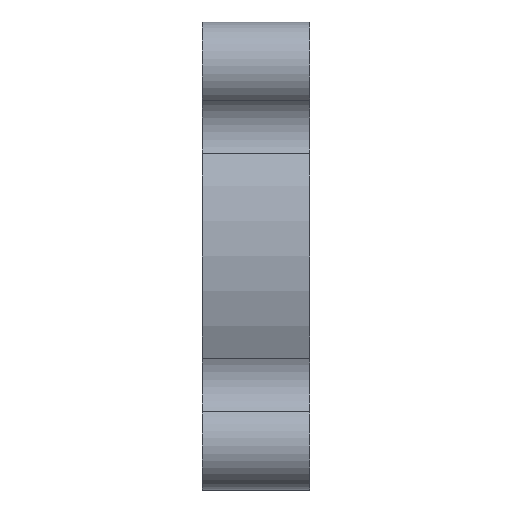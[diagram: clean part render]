
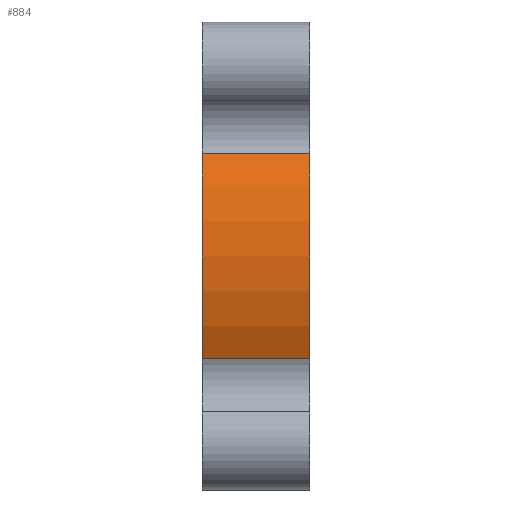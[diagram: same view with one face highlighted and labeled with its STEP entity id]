
A CAD part, left-side view. The second image highlights one B-rep face of the part: STEP entity #884.
In plain terms, the highlighted cylindrical face has radius 16.51 mm (diameter 33.02 mm), a partial arc.
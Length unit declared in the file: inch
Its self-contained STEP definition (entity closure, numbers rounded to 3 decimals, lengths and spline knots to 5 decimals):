
#111 = AXIS2_PLACEMENT_3D ( 'NONE', #250, #1040, #374 ) ;
#149 = CARTESIAN_POINT ( 'NONE',  ( -0.58311, 0.3, -0.28721 ) ) ;
#250 = CARTESIAN_POINT ( 'NONE',  ( 0., 0., 0. ) ) ;
#285 = EDGE_CURVE ( 'NONE', #934, #485, #786, .T. ) ;
#291 = DIRECTION ( 'NONE',  ( 0., 1., 0. ) ) ;
#292 = CIRCLE ( 'NONE', #1468, 0.65 ) ;
#317 = EDGE_CURVE ( 'NONE', #1532, #935, #1465, .T. ) ;
#325 = EDGE_LOOP ( 'NONE', ( #980, #1501, #722, #636 ) ) ;
#365 = VECTOR ( 'NONE', #291, 39.37008 ) ;
#374 = DIRECTION ( 'NONE',  ( 0., 0., 1. ) ) ;
#416 = DIRECTION ( 'NONE',  ( 0., 0., -1. ) ) ;
#429 = CARTESIAN_POINT ( 'NONE',  ( -0.58311, 0., -0.28721 ) ) ;
#479 = DIRECTION ( 'NONE',  ( 0., -1., 0. ) ) ;
#485 = VERTEX_POINT ( 'NONE', #429 ) ;
#550 = FACE_OUTER_BOUND ( 'NONE', #325, .T. ) ;
#589 = DIRECTION ( 'NONE',  ( 0., 1., 0. ) ) ;
#606 = CARTESIAN_POINT ( 'NONE',  ( -0.58311, 0.3, 0.28721 ) ) ;
#624 = CIRCLE ( 'NONE', #111, 0.65 ) ;
#636 = ORIENTED_EDGE ( 'NONE', *, *, #285, .T. ) ;
#722 = ORIENTED_EDGE ( 'NONE', *, *, #1584, .F. ) ;
#786 = LINE ( 'NONE', #149, #1005 ) ;
#884 = ADVANCED_FACE ( 'NONE', ( #550 ), #1561, .T. ) ;
#908 = CARTESIAN_POINT ( 'NONE',  ( -0.58311, 0., 0.28721 ) ) ;
#934 = VERTEX_POINT ( 'NONE', #939 ) ;
#935 = VERTEX_POINT ( 'NONE', #606 ) ;
#939 = CARTESIAN_POINT ( 'NONE',  ( -0.58311, 0.3, -0.28721 ) ) ;
#980 = ORIENTED_EDGE ( 'NONE', *, *, #1581, .T. ) ;
#1005 = VECTOR ( 'NONE', #479, 39.37008 ) ;
#1040 = DIRECTION ( 'NONE',  ( 0., 1., 0. ) ) ;
#1072 = CARTESIAN_POINT ( 'NONE',  ( -0.58311, 0.3, 0.28721 ) ) ;
#1106 = CARTESIAN_POINT ( 'NONE',  ( 0., 0.3, 0. ) ) ;
#1118 = AXIS2_PLACEMENT_3D ( 'NONE', #1106, #1331, #416 ) ;
#1318 = CARTESIAN_POINT ( 'NONE',  ( 0., 0.3, 0. ) ) ;
#1331 = DIRECTION ( 'NONE',  ( 0., -1., 0. ) ) ;
#1449 = DIRECTION ( 'NONE',  ( 0., 0., 1. ) ) ;
#1465 = LINE ( 'NONE', #1072, #365 ) ;
#1468 = AXIS2_PLACEMENT_3D ( 'NONE', #1318, #589, #1449 ) ;
#1501 = ORIENTED_EDGE ( 'NONE', *, *, #317, .T. ) ;
#1532 = VERTEX_POINT ( 'NONE', #908 ) ;
#1561 = CYLINDRICAL_SURFACE ( 'NONE', #1118, 0.65 ) ;
#1581 = EDGE_CURVE ( 'NONE', #485, #1532, #624, .T. ) ;
#1584 = EDGE_CURVE ( 'NONE', #934, #935, #292, .T. ) ;
